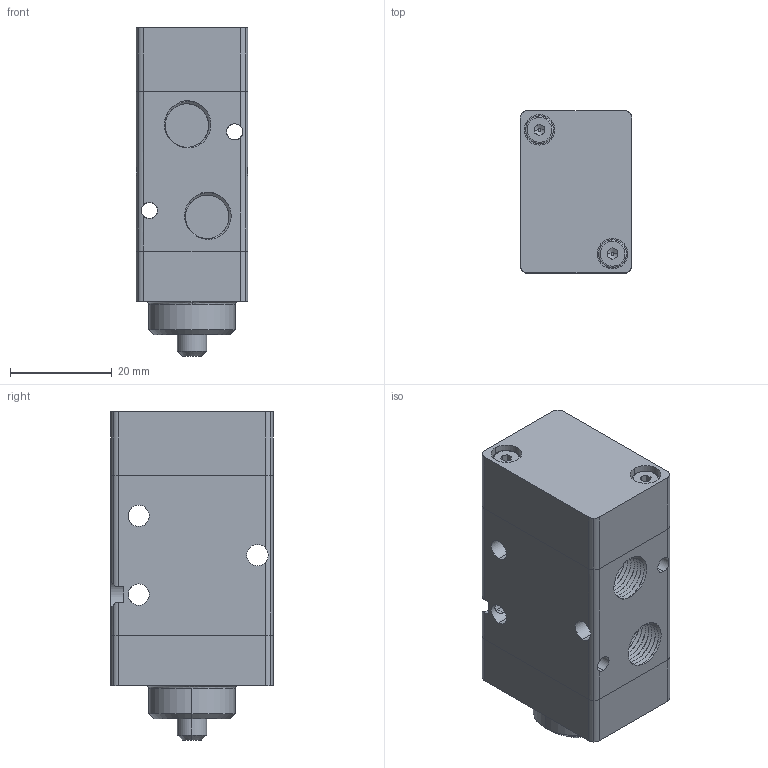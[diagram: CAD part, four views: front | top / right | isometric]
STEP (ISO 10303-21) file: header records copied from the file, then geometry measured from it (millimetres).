
FILE_DESCRIPTION((''),'2;1');
FILE_NAME('00_077_4.stp','2002-12-02T21:56:10',('Branislav Petkovic'),('AZ Pneumatica'),'AutoCAD STEP 2000i','AutoCAD 2000i','Via J. F. Kennedy, 26, 20020 Misinto (MI), ITALY');
FILE_SCHEMA(('CONFIG_CONTROL_DESIGN'));
Length unit declared in the file: millimetre
Products named in the file (7): 00_077_4; 321 TELO; PART1; X21 MEHANICKI; PART2; X21 OPRUGA; PART2A
Assembly tree (6 placements, depth 3):
  00_077_4
    321 TELO
      PART1
    X21 MEHANICKI
      PART2
    X21 OPRUGA
      PART2A
Bounding box: 22 x 32 x 64.7 mm (x, y, z)
Surface area: 13180.4 mm2 (no closed solid volume)
Topology: 0 solids, 3 shells, 217 faces, 592 edges, 394 vertices
Faces by surface type: cylinder 128, plane 61, bspline 16, cone 12
Entity records: 16177 total; most frequent: CARTESIAN_POINT 10751, ORIENTED_EDGE 1184, DIRECTION 1001, EDGE_CURVE 592, VERTEX_POINT 394, AXIS2_PLACEMENT_3D 385, EDGE_LOOP 244, VECTOR 231
